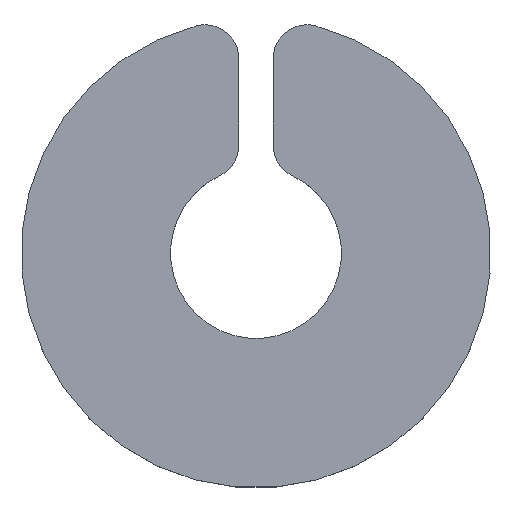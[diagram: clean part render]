
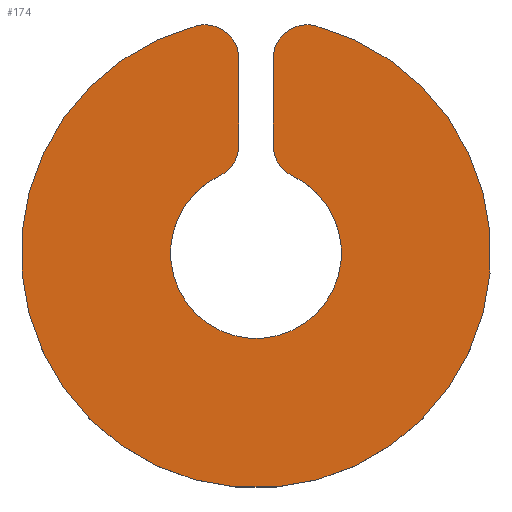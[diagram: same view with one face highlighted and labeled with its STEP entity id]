
A CAD part, top view. The second image highlights one B-rep face of the part: STEP entity #174.
In plain terms, the highlighted planar face has unit normal (0, 0, 1).
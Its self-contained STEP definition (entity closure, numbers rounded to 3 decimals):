
#17=PLANE('',#195);
#24=FACE_OUTER_BOUND('',#34,.T.);
#34=EDGE_LOOP('',(#139,#140,#141,#142,#143,#144,#145,#146));
#45=LINE('',#295,#57);
#47=LINE('',#299,#59);
#57=VECTOR('',#239,5.036);
#59=VECTOR('',#243,5.036);
#63=CIRCLE('',#182,2.);
#66=CIRCLE('',#186,5.);
#71=CIRCLE('',#193,2.);
#72=CIRCLE('',#196,2.);
#73=CIRCLE('',#197,13.75);
#74=CIRCLE('',#198,2.);
#75=VERTEX_POINT('',#263);
#76=VERTEX_POINT('',#264);
#80=VERTEX_POINT('',#274);
#86=VERTEX_POINT('',#290);
#87=VERTEX_POINT('',#294);
#88=VERTEX_POINT('',#298);
#89=VERTEX_POINT('',#300);
#90=VERTEX_POINT('',#302);
#91=EDGE_CURVE('',#75,#76,#63,.T.);
#97=EDGE_CURVE('',#75,#80,#66,.T.);
#105=EDGE_CURVE('',#86,#80,#71,.T.);
#106=EDGE_CURVE('',#87,#76,#45,.T.);
#108=EDGE_CURVE('',#86,#88,#47,.T.);
#109=EDGE_CURVE('',#88,#89,#72,.T.);
#110=EDGE_CURVE('',#89,#90,#73,.T.);
#111=EDGE_CURVE('',#90,#87,#74,.T.);
#139=ORIENTED_EDGE('',*,*,#91,.F.);
#140=ORIENTED_EDGE('',*,*,#97,.T.);
#141=ORIENTED_EDGE('',*,*,#105,.F.);
#142=ORIENTED_EDGE('',*,*,#108,.T.);
#143=ORIENTED_EDGE('',*,*,#109,.T.);
#144=ORIENTED_EDGE('',*,*,#110,.T.);
#145=ORIENTED_EDGE('',*,*,#111,.T.);
#146=ORIENTED_EDGE('',*,*,#106,.T.);
#174=ADVANCED_FACE('',(#24),#17,.T.);
#182=AXIS2_PLACEMENT_3D('',#265,#207,#208);
#186=AXIS2_PLACEMENT_3D('',#276,#218,#219);
#193=AXIS2_PLACEMENT_3D('',#292,#235,#236);
#195=AXIS2_PLACEMENT_3D('',#297,#241,#242);
#196=AXIS2_PLACEMENT_3D('',#301,#244,#245);
#197=AXIS2_PLACEMENT_3D('',#303,#246,#247);
#198=AXIS2_PLACEMENT_3D('',#304,#248,#249);
#207=DIRECTION('center_axis',(0.,0.,-1.));
#208=DIRECTION('ref_axis',(-0.845,-0.535,0.));
#218=DIRECTION('center_axis',(0.,0.,-1.));
#219=DIRECTION('ref_axis',(-1.,0.,0.));
#235=DIRECTION('center_axis',(0.,0.,-1.));
#236=DIRECTION('ref_axis',(0.845,-0.535,0.));
#239=DIRECTION('',(0.,-1.,0.));
#241=DIRECTION('center_axis',(0.,0.,1.));
#242=DIRECTION('ref_axis',(1.,0.,0.));
#243=DIRECTION('',(0.,1.,0.));
#244=DIRECTION('center_axis',(0.,0.,1.));
#245=DIRECTION('ref_axis',(1.,0.,0.));
#246=DIRECTION('center_axis',(0.,0.,1.));
#247=DIRECTION('ref_axis',(-0.255,0.967,0.));
#248=DIRECTION('center_axis',(0.,0.,1.));
#249=DIRECTION('ref_axis',(0.255,0.967,0.));
#263=CARTESIAN_POINT('',(2.143,4.518,3.));
#264=CARTESIAN_POINT('',(1.,6.325,3.));
#265=CARTESIAN_POINT('Origin',(3.,6.325,3.));
#274=CARTESIAN_POINT('',(-2.143,4.518,3.));
#276=CARTESIAN_POINT('Origin',(0.,0.,3.));
#290=CARTESIAN_POINT('',(-1.,6.325,3.));
#292=CARTESIAN_POINT('Origin',(-3.,6.325,3.));
#294=CARTESIAN_POINT('',(1.,11.361,3.));
#295=CARTESIAN_POINT('',(1.,11.361,3.));
#297=CARTESIAN_POINT('Origin',(0.,1.457,3.));
#298=CARTESIAN_POINT('',(-1.,11.361,3.));
#299=CARTESIAN_POINT('',(-1.,3.5,3.));
#300=CARTESIAN_POINT('',(-3.511,13.294,3.));
#301=CARTESIAN_POINT('Origin',(-3.,11.361,3.));
#302=CARTESIAN_POINT('',(3.511,13.294,3.));
#303=CARTESIAN_POINT('Origin',(0.,0.,3.));
#304=CARTESIAN_POINT('Origin',(3.,11.361,3.));
